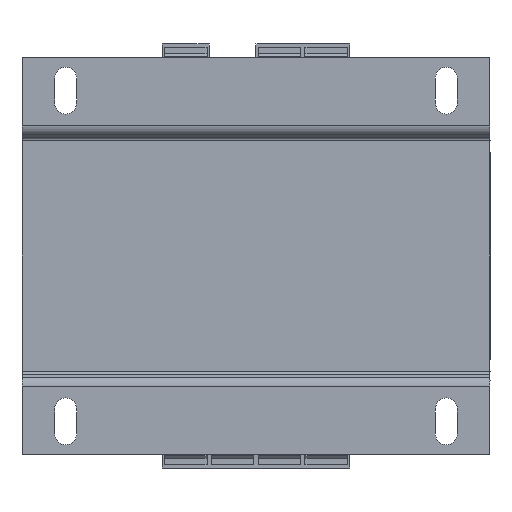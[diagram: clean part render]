
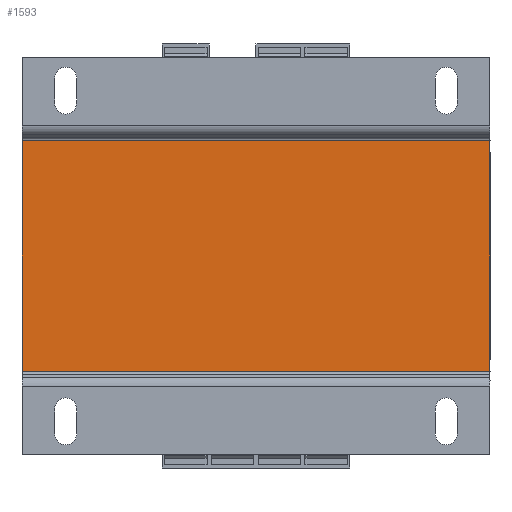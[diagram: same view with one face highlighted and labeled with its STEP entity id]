
A CAD part, front view. The second image highlights one B-rep face of the part: STEP entity #1593.
In plain terms, the highlighted planar face has unit normal (0, -1, 0).
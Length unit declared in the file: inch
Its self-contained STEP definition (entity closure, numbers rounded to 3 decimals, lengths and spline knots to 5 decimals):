
#81 = VECTOR ( 'NONE', #3610, 39.37008 ) ;
#141 = CARTESIAN_POINT ( 'NONE',  ( 2.95276, -2.55906, 0. ) ) ;
#579 = PLANE ( 'NONE',  #5870 ) ;
#1049 = VERTEX_POINT ( 'NONE', #5822 ) ;
#1470 = CARTESIAN_POINT ( 'NONE',  ( 0., -2.55906, 1.45669 ) ) ;
#1558 = CARTESIAN_POINT ( 'NONE',  ( 0., -2.55906, -1.45669 ) ) ;
#1593 = ADVANCED_FACE ( 'NONE', ( #9560 ), #579, .F. ) ;
#1741 = EDGE_CURVE ( 'NONE', #12124, #8529, #7748, .T. ) ;
#2086 = EDGE_CURVE ( 'NONE', #8529, #9109, #3658, .T. ) ;
#2280 = ORIENTED_EDGE ( 'NONE', *, *, #1741, .F. ) ;
#2700 = ORIENTED_EDGE ( 'NONE', *, *, #2086, .F. ) ;
#3295 = CARTESIAN_POINT ( 'NONE',  ( 2.95276, -2.55906, -1.45669 ) ) ;
#3610 = DIRECTION ( 'NONE',  ( 0., 0., -1. ) ) ;
#3658 = LINE ( 'NONE', #1558, #12781 ) ;
#3975 = LINE ( 'NONE', #4044, #6914 ) ;
#4044 = CARTESIAN_POINT ( 'NONE',  ( -2.95276, -2.55906, 0. ) ) ;
#4047 = DIRECTION ( 'NONE',  ( 0., 1., 0. ) ) ;
#4997 = CARTESIAN_POINT ( 'NONE',  ( 0., -2.55906, 0. ) ) ;
#5314 = VECTOR ( 'NONE', #12726, 39.37008 ) ;
#5822 = CARTESIAN_POINT ( 'NONE',  ( -2.95276, -2.55906, 1.45669 ) ) ;
#5870 = AXIS2_PLACEMENT_3D ( 'NONE', #4997, #4047, #12722 ) ;
#6464 = ORIENTED_EDGE ( 'NONE', *, *, #7986, .F. ) ;
#6914 = VECTOR ( 'NONE', #10772, 39.37008 ) ;
#7150 = CARTESIAN_POINT ( 'NONE',  ( 2.95276, -2.55906, 1.45669 ) ) ;
#7748 = LINE ( 'NONE', #141, #81 ) ;
#7986 = EDGE_CURVE ( 'NONE', #9109, #1049, #3975, .T. ) ;
#8529 = VERTEX_POINT ( 'NONE', #3295 ) ;
#9109 = VERTEX_POINT ( 'NONE', #10230 ) ;
#9217 = EDGE_CURVE ( 'NONE', #1049, #12124, #11376, .T. ) ;
#9560 = FACE_OUTER_BOUND ( 'NONE', #12122, .T. ) ;
#10103 = DIRECTION ( 'NONE',  ( -1., 0., 0. ) ) ;
#10230 = CARTESIAN_POINT ( 'NONE',  ( -2.95276, -2.55906, -1.45669 ) ) ;
#10772 = DIRECTION ( 'NONE',  ( 0., 0., 1. ) ) ;
#11376 = LINE ( 'NONE', #1470, #5314 ) ;
#12122 = EDGE_LOOP ( 'NONE', ( #2280, #12209, #6464, #2700 ) ) ;
#12124 = VERTEX_POINT ( 'NONE', #7150 ) ;
#12209 = ORIENTED_EDGE ( 'NONE', *, *, #9217, .F. ) ;
#12722 = DIRECTION ( 'NONE',  ( 0., 0., 1. ) ) ;
#12726 = DIRECTION ( 'NONE',  ( 1., 0., 0. ) ) ;
#12781 = VECTOR ( 'NONE', #10103, 39.37008 ) ;
